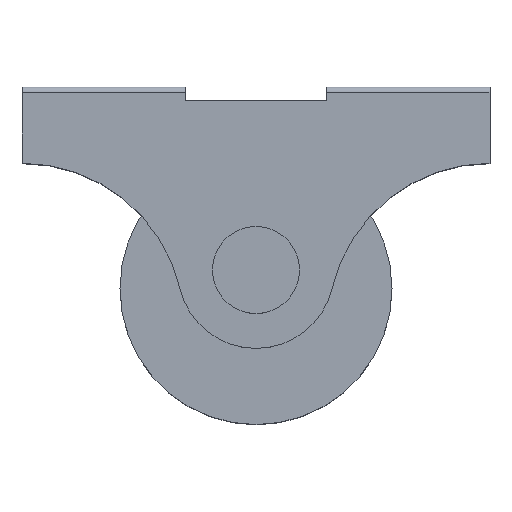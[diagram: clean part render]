
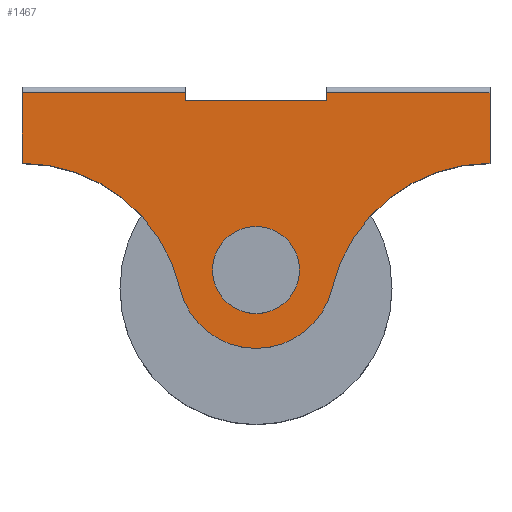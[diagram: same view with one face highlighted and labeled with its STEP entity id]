
A CAD part, top view. The second image highlights one B-rep face of the part: STEP entity #1467.
In plain terms, the highlighted planar face has unit normal (0, 0, 1).
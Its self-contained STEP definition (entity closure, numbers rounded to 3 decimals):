
#3 = CARTESIAN_POINT ( 'NONE',  ( 6.5, -0.5, 10. ) ) ;
#33 = CARTESIAN_POINT ( 'NONE',  ( 7., -18.465, 10. ) ) ;
#43 = VECTOR ( 'NONE', #1468, 1000. ) ;
#62 = VECTOR ( 'NONE', #126, 1000. ) ;
#64 = CARTESIAN_POINT ( 'NONE',  ( -21.5, 0., 10. ) ) ;
#69 = VERTEX_POINT ( 'NONE', #823 ) ;
#104 = LINE ( 'NONE', #1407, #62 ) ;
#123 = EDGE_CURVE ( 'NONE', #1277, #1173, #104, .T. ) ;
#126 = DIRECTION ( 'NONE',  ( 0., 1., 0. ) ) ;
#133 = CIRCLE ( 'NONE', #402, 14.902 ) ;
#137 = DIRECTION ( 'NONE',  ( 0., 0., 1. ) ) ;
#194 = DIRECTION ( 'NONE',  ( 1., 0., 0. ) ) ;
#198 = VERTEX_POINT ( 'NONE', #638 ) ;
#201 = DIRECTION ( 'NONE',  ( 0., -1., 0. ) ) ;
#203 = CARTESIAN_POINT ( 'NONE',  ( 21.5, -21.902, 10. ) ) ;
#205 = CARTESIAN_POINT ( 'NONE',  ( 21.5, -7., 10. ) ) ;
#211 = VERTEX_POINT ( 'NONE', #757 ) ;
#212 = CARTESIAN_POINT ( 'NONE',  ( 4., -16.806, 10. ) ) ;
#232 = DIRECTION ( 'NONE',  ( 0., 0., 1. ) ) ;
#252 = CARTESIAN_POINT ( 'NONE',  ( 21.5, -21.902, 10. ) ) ;
#282 = CARTESIAN_POINT ( 'NONE',  ( 0., -16.806, 10. ) ) ;
#339 = CARTESIAN_POINT ( 'NONE',  ( -21.5, -21.902, 10. ) ) ;
#386 = AXIS2_PLACEMENT_3D ( 'NONE', #1079, #1070, #1207 ) ;
#391 = DIRECTION ( 'NONE',  ( 1., 0., 0. ) ) ;
#402 = AXIS2_PLACEMENT_3D ( 'NONE', #203, #680, #1522 ) ;
#408 = VECTOR ( 'NONE', #201, 1000. ) ;
#419 = DIRECTION ( 'NONE',  ( 0., 1., 0. ) ) ;
#479 = CIRCLE ( 'NONE', #1112, 7.194 ) ;
#512 = CARTESIAN_POINT ( 'NONE',  ( -6.5, -1.2, 10. ) ) ;
#537 = EDGE_CURVE ( 'NONE', #959, #1048, #894, .T. ) ;
#556 = ORIENTED_EDGE ( 'NONE', *, *, #1515, .T. ) ;
#601 = CARTESIAN_POINT ( 'NONE',  ( -6.5, -1.2, 10. ) ) ;
#621 = LINE ( 'NONE', #1095, #902 ) ;
#628 = CARTESIAN_POINT ( 'NONE',  ( -21.5, -0.5, 10. ) ) ;
#638 = CARTESIAN_POINT ( 'NONE',  ( 6.5, -1.2, 10. ) ) ;
#643 = DIRECTION ( 'NONE',  ( -1., 0., 0. ) ) ;
#647 = LINE ( 'NONE', #64, #408 ) ;
#680 = DIRECTION ( 'NONE',  ( 0., 0., -1. ) ) ;
#710 = PLANE ( 'NONE',  #901 ) ;
#728 = VERTEX_POINT ( 'NONE', #212 ) ;
#732 = DIRECTION ( 'NONE',  ( 1., 0., 0. ) ) ;
#739 = CARTESIAN_POINT ( 'NONE',  ( -4., -16.806, 10. ) ) ;
#742 = CIRCLE ( 'NONE', #1502, 14.902 ) ;
#757 = CARTESIAN_POINT ( 'NONE',  ( 6.5, -0.5, 10. ) ) ;
#778 = CARTESIAN_POINT ( 'NONE',  ( -21.5, -0.5, 10. ) ) ;
#781 = EDGE_CURVE ( 'NONE', #1173, #211, #1187, .T. ) ;
#788 = CARTESIAN_POINT ( 'NONE',  ( -7., -18.465, 10. ) ) ;
#799 = DIRECTION ( 'NONE',  ( -1., 0., 0. ) ) ;
#823 = CARTESIAN_POINT ( 'NONE',  ( -21.5, -7., 10. ) ) ;
#845 = LINE ( 'NONE', #601, #43 ) ;
#851 = EDGE_CURVE ( 'NONE', #1389, #1277, #133, .T. ) ;
#867 = CARTESIAN_POINT ( 'NONE',  ( -6.5, -0.5, 10. ) ) ;
#894 = LINE ( 'NONE', #778, #1154 ) ;
#897 = ORIENTED_EDGE ( 'NONE', *, *, #1118, .F. ) ;
#901 = AXIS2_PLACEMENT_3D ( 'NONE', #252, #232, #732 ) ;
#902 = VECTOR ( 'NONE', #391, 1000. ) ;
#938 = ORIENTED_EDGE ( 'NONE', *, *, #123, .T. ) ;
#959 = VERTEX_POINT ( 'NONE', #867 ) ;
#975 = ORIENTED_EDGE ( 'NONE', *, *, #1481, .F. ) ;
#997 = EDGE_CURVE ( 'NONE', #1386, #1389, #479, .T. ) ;
#1016 = CARTESIAN_POINT ( 'NONE',  ( 21.5, -0.5, 10. ) ) ;
#1028 = AXIS2_PLACEMENT_3D ( 'NONE', #1225, #137, #1346 ) ;
#1031 = DIRECTION ( 'NONE',  ( -1., 0., 0. ) ) ;
#1032 = EDGE_CURVE ( 'NONE', #1054, #959, #845, .T. ) ;
#1048 = VERTEX_POINT ( 'NONE', #628 ) ;
#1054 = VERTEX_POINT ( 'NONE', #512 ) ;
#1060 = ORIENTED_EDGE ( 'NONE', *, *, #851, .T. ) ;
#1070 = DIRECTION ( 'NONE',  ( 0., 0., 1. ) ) ;
#1073 = VERTEX_POINT ( 'NONE', #739 ) ;
#1079 = CARTESIAN_POINT ( 'NONE',  ( 0., -16.806, 10. ) ) ;
#1095 = CARTESIAN_POINT ( 'NONE',  ( -6.5, -1.2, 10. ) ) ;
#1108 = EDGE_CURVE ( 'NONE', #1073, #728, #1504, .T. ) ;
#1112 = AXIS2_PLACEMENT_3D ( 'NONE', #282, #1343, #643 ) ;
#1118 = EDGE_CURVE ( 'NONE', #1054, #198, #621, .T. ) ;
#1127 = VECTOR ( 'NONE', #419, 1000. ) ;
#1137 = LINE ( 'NONE', #1270, #1127 ) ;
#1154 = VECTOR ( 'NONE', #799, 1000. ) ;
#1173 = VERTEX_POINT ( 'NONE', #1016 ) ;
#1185 = EDGE_LOOP ( 'NONE', ( #1404, #1399, #556, #1396, #1294, #1060, #938, #1497, #1262, #897 ) ) ;
#1187 = LINE ( 'NONE', #3, #1544 ) ;
#1207 = DIRECTION ( 'NONE',  ( 1., 0., 0. ) ) ;
#1225 = CARTESIAN_POINT ( 'NONE',  ( 0., -16.806, 10. ) ) ;
#1258 = EDGE_LOOP ( 'NONE', ( #1392, #975 ) ) ;
#1262 = ORIENTED_EDGE ( 'NONE', *, *, #1503, .F. ) ;
#1270 = CARTESIAN_POINT ( 'NONE',  ( 6.5, -1.2, 10. ) ) ;
#1277 = VERTEX_POINT ( 'NONE', #205 ) ;
#1294 = ORIENTED_EDGE ( 'NONE', *, *, #997, .T. ) ;
#1311 = FACE_OUTER_BOUND ( 'NONE', #1185, .T. ) ;
#1322 = FACE_BOUND ( 'NONE', #1258, .T. ) ;
#1343 = DIRECTION ( 'NONE',  ( 0., 0., 1. ) ) ;
#1346 = DIRECTION ( 'NONE',  ( 1., 0., 0. ) ) ;
#1379 = EDGE_CURVE ( 'NONE', #69, #1386, #742, .T. ) ;
#1386 = VERTEX_POINT ( 'NONE', #788 ) ;
#1389 = VERTEX_POINT ( 'NONE', #33 ) ;
#1392 = ORIENTED_EDGE ( 'NONE', *, *, #1108, .F. ) ;
#1396 = ORIENTED_EDGE ( 'NONE', *, *, #1379, .T. ) ;
#1399 = ORIENTED_EDGE ( 'NONE', *, *, #537, .T. ) ;
#1404 = ORIENTED_EDGE ( 'NONE', *, *, #1032, .T. ) ;
#1407 = CARTESIAN_POINT ( 'NONE',  ( 21.5, 0., 10. ) ) ;
#1463 = CIRCLE ( 'NONE', #386, 4. ) ;
#1467 = ADVANCED_FACE ( 'NONE', ( #1322, #1311 ), #710, .T. ) ;
#1468 = DIRECTION ( 'NONE',  ( 0., 1., 0. ) ) ;
#1481 = EDGE_CURVE ( 'NONE', #728, #1073, #1463, .T. ) ;
#1497 = ORIENTED_EDGE ( 'NONE', *, *, #781, .T. ) ;
#1501 = DIRECTION ( 'NONE',  ( 0., 0., -1. ) ) ;
#1502 = AXIS2_PLACEMENT_3D ( 'NONE', #339, #1501, #194 ) ;
#1503 = EDGE_CURVE ( 'NONE', #198, #211, #1137, .T. ) ;
#1504 = CIRCLE ( 'NONE', #1028, 4. ) ;
#1515 = EDGE_CURVE ( 'NONE', #1048, #69, #647, .T. ) ;
#1522 = DIRECTION ( 'NONE',  ( 1., 0., 0. ) ) ;
#1544 = VECTOR ( 'NONE', #1031, 1000. ) ;
